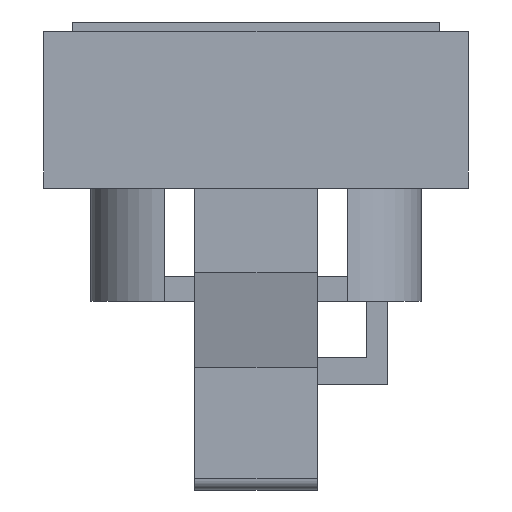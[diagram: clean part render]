
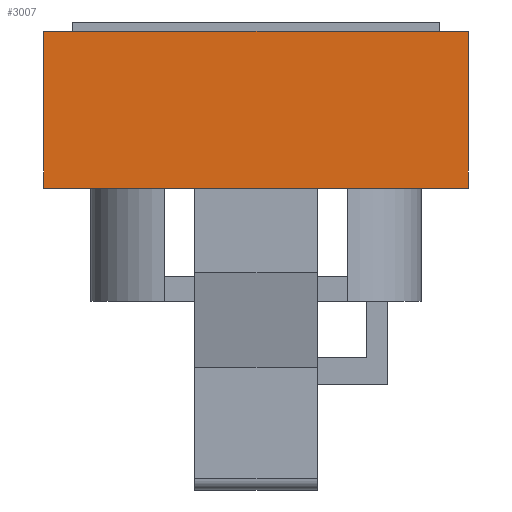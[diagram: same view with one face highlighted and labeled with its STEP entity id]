
A CAD part, front view. The second image highlights one B-rep face of the part: STEP entity #3007.
In plain terms, the highlighted planar face has unit normal (0, -1, 0).
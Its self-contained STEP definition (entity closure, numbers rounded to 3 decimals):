
#262 = VECTOR ( 'NONE', #1725, 1000. ) ;
#267 = DIRECTION ( 'NONE',  ( -1., 0., 0. ) ) ;
#288 = ORIENTED_EDGE ( 'NONE', *, *, #1761, .F. ) ;
#343 = LINE ( 'NONE', #2889, #1764 ) ;
#435 = CARTESIAN_POINT ( 'NONE',  ( -11.25, -22.5, 8.3 ) ) ;
#742 = EDGE_CURVE ( 'NONE', #3060, #1537, #1848, .T. ) ;
#830 = CARTESIAN_POINT ( 'NONE',  ( -11.25, -22.5, 8.3 ) ) ;
#945 = FACE_OUTER_BOUND ( 'NONE', #1808, .T. ) ;
#1074 = CARTESIAN_POINT ( 'NONE',  ( -11.25, -22.5, 0. ) ) ;
#1100 = PLANE ( 'NONE',  #1866 ) ;
#1111 = ORIENTED_EDGE ( 'NONE', *, *, #742, .T. ) ;
#1176 = CARTESIAN_POINT ( 'NONE',  ( 11.25, -22.5, 8.3 ) ) ;
#1187 = DIRECTION ( 'NONE',  ( 1., 0., 0. ) ) ;
#1462 = DIRECTION ( 'NONE',  ( 0., 0., -1. ) ) ;
#1470 = EDGE_CURVE ( 'NONE', #1537, #2171, #3004, .T. ) ;
#1490 = VECTOR ( 'NONE', #3345, 1000. ) ;
#1537 = VERTEX_POINT ( 'NONE', #2720 ) ;
#1725 = DIRECTION ( 'NONE',  ( 0., 0., -1. ) ) ;
#1727 = EDGE_CURVE ( 'NONE', #2854, #2171, #2680, .T. ) ;
#1761 = EDGE_CURVE ( 'NONE', #3060, #2854, #343, .T. ) ;
#1764 = VECTOR ( 'NONE', #1187, 1000. ) ;
#1808 = EDGE_LOOP ( 'NONE', ( #2600, #2637, #288, #1111 ) ) ;
#1848 = LINE ( 'NONE', #2120, #262 ) ;
#1866 = AXIS2_PLACEMENT_3D ( 'NONE', #830, #1972, #267 ) ;
#1944 = VECTOR ( 'NONE', #1462, 1000. ) ;
#1972 = DIRECTION ( 'NONE',  ( 0., 1., 0. ) ) ;
#2120 = CARTESIAN_POINT ( 'NONE',  ( -11.25, -22.5, 8.3 ) ) ;
#2171 = VERTEX_POINT ( 'NONE', #2355 ) ;
#2355 = CARTESIAN_POINT ( 'NONE',  ( 11.25, -22.5, 0. ) ) ;
#2600 = ORIENTED_EDGE ( 'NONE', *, *, #1470, .T. ) ;
#2637 = ORIENTED_EDGE ( 'NONE', *, *, #1727, .F. ) ;
#2680 = LINE ( 'NONE', #1176, #1944 ) ;
#2720 = CARTESIAN_POINT ( 'NONE',  ( -11.25, -22.5, 0. ) ) ;
#2854 = VERTEX_POINT ( 'NONE', #3044 ) ;
#2889 = CARTESIAN_POINT ( 'NONE',  ( -11.25, -22.5, 8.3 ) ) ;
#3004 = LINE ( 'NONE', #1074, #1490 ) ;
#3007 = ADVANCED_FACE ( 'NONE', ( #945 ), #1100, .F. ) ;
#3044 = CARTESIAN_POINT ( 'NONE',  ( 11.25, -22.5, 8.3 ) ) ;
#3060 = VERTEX_POINT ( 'NONE', #435 ) ;
#3345 = DIRECTION ( 'NONE',  ( 1., 0., 0. ) ) ;
